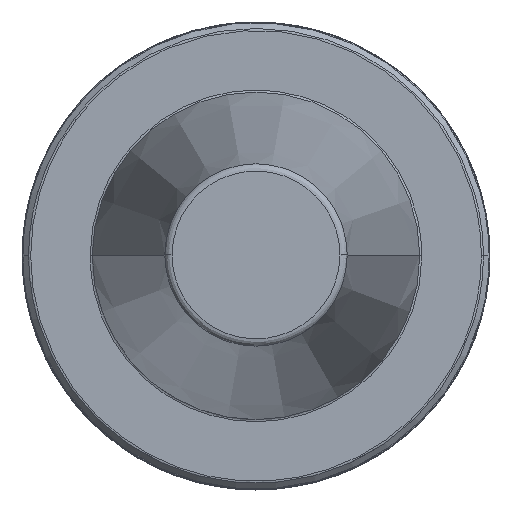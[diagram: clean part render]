
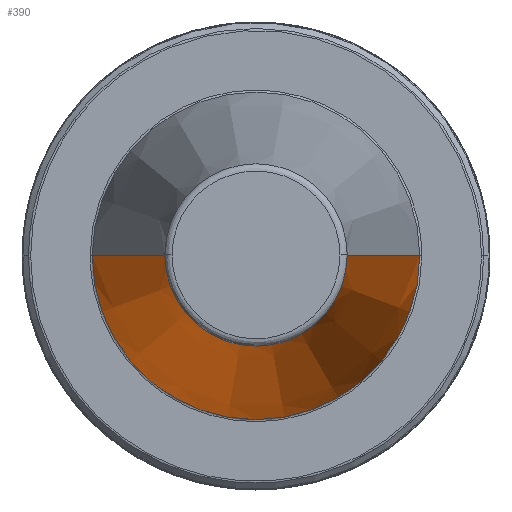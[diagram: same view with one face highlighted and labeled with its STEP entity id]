
A CAD part, top view. The second image highlights one B-rep face of the part: STEP entity #390.
In plain terms, the highlighted conical face has half-angle 8.297 degrees and reference radius 22.225 mm.
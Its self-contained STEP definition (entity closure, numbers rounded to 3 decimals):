
#234 = CIRCLE ( 'NONE', #1391, 12.375 ) ;
#336 = ORIENTED_EDGE ( 'NONE', *, *, #2326, .F. ) ;
#339 = VECTOR ( 'NONE', #2422, 1000. ) ;
#390 = ADVANCED_FACE ( 'NONE', ( #989 ), #2026, .T. ) ;
#654 = EDGE_CURVE ( 'NONE', #1487, #2821, #2010, .T. ) ;
#962 = LINE ( 'NONE', #2022, #339 ) ;
#978 = CARTESIAN_POINT ( 'NONE',  ( 0., 0., 67.544 ) ) ;
#989 = FACE_OUTER_BOUND ( 'NONE', #2181, .T. ) ;
#1220 = DIRECTION ( 'NONE',  ( 0., 0., -1. ) ) ;
#1227 = DIRECTION ( 'NONE',  ( -1., 0., 0. ) ) ;
#1302 = EDGE_CURVE ( 'NONE', #1991, #2128, #962, .T. ) ;
#1316 = ORIENTED_EDGE ( 'NONE', *, *, #1302, .T. ) ;
#1391 = AXIS2_PLACEMENT_3D ( 'NONE', #978, #2595, #1227 ) ;
#1405 = AXIS2_PLACEMENT_3D ( 'NONE', #2586, #1220, #2827 ) ;
#1487 = VERTEX_POINT ( 'NONE', #2055 ) ;
#1617 = ORIENTED_EDGE ( 'NONE', *, *, #654, .F. ) ;
#1621 = CARTESIAN_POINT ( 'NONE',  ( 0., 0., 0. ) ) ;
#1819 = CARTESIAN_POINT ( 'NONE',  ( 22.225, 0., 0. ) ) ;
#1991 = VERTEX_POINT ( 'NONE', #2582 ) ;
#1999 = EDGE_CURVE ( 'NONE', #1487, #1991, #234, .T. ) ;
#2010 = LINE ( 'NONE', #1819, #2941 ) ;
#2022 = CARTESIAN_POINT ( 'NONE',  ( -22.225, 0., 0. ) ) ;
#2026 = CONICAL_SURFACE ( 'NONE', #2855, 22.225, 0.145 ) ;
#2055 = CARTESIAN_POINT ( 'NONE',  ( 12.375, 0., 67.544 ) ) ;
#2128 = VERTEX_POINT ( 'NONE', #2437 ) ;
#2181 = EDGE_LOOP ( 'NONE', ( #1617, #3012, #1316, #336 ) ) ;
#2210 = CIRCLE ( 'NONE', #1405, 22.225 ) ;
#2311 = DIRECTION ( 'NONE',  ( 0., 0., -1. ) ) ;
#2326 = EDGE_CURVE ( 'NONE', #2821, #2128, #2210, .T. ) ;
#2422 = DIRECTION ( 'NONE',  ( -0.144, 0., -0.99 ) ) ;
#2437 = CARTESIAN_POINT ( 'NONE',  ( -22.225, 0., 0. ) ) ;
#2582 = CARTESIAN_POINT ( 'NONE',  ( -12.375, 0., 67.544 ) ) ;
#2586 = CARTESIAN_POINT ( 'NONE',  ( 0., 0., 0. ) ) ;
#2595 = DIRECTION ( 'NONE',  ( 0., 0., -1. ) ) ;
#2770 = DIRECTION ( 'NONE',  ( -1., 0., 0. ) ) ;
#2821 = VERTEX_POINT ( 'NONE', #3009 ) ;
#2827 = DIRECTION ( 'NONE',  ( 1., 0., 0. ) ) ;
#2855 = AXIS2_PLACEMENT_3D ( 'NONE', #1621, #2311, #2770 ) ;
#2941 = VECTOR ( 'NONE', #2988, 1000. ) ;
#2988 = DIRECTION ( 'NONE',  ( 0.144, 0., -0.99 ) ) ;
#3009 = CARTESIAN_POINT ( 'NONE',  ( 22.225, 0., 0. ) ) ;
#3012 = ORIENTED_EDGE ( 'NONE', *, *, #1999, .T. ) ;
